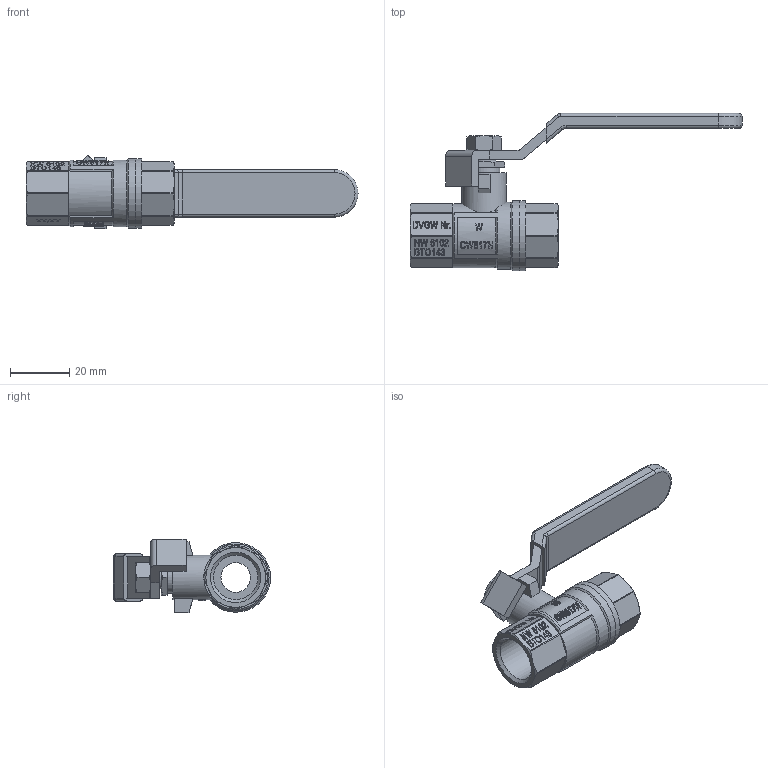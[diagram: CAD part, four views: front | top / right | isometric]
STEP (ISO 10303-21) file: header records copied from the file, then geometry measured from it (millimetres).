
FILE_DESCRIPTION(/* description */ ('Unknown'),/* implementation_level */ '2;1');
FILE_NAME(/* name */ '750-03',/* time_stamp */ '2022-07-26T09:02:37+02:00',/* author */ ('Unknown'),/* organization */ ('Unknown'),/* preprocessor_version */ 'ST-DEVELOPER v16.7',/* originating_system */ 'Solid Edge',/* authorisation */ 'Unknown');
FILE_SCHEMA (('AUTOMOTIVE_DESIGN {1 0 10303 214 3 1 1}'));
Length unit declared in the file: millimetre
Products named in the file (10): 750-03; Stahlgriff 1_4 - 3_4_neu; Stahlgriff-neu; Stahlgriff-Ummantelung_neu; Kvrper; Einschraubteil; Spindel; Ring; Stopfbuchse2; Mutter
Assembly tree (9 placements, depth 3):
  750-03
    Stahlgriff 1_4 - 3_4_neu
      Stahlgriff-neu
      Stahlgriff-Ummantelung_neu
    Kvrper
    Einschraubteil
    Spindel
    Ring
    Stopfbuchse2
    Mutter
Bounding box: 112 x 53 x 24.96 mm (x, y, z)
Volume: 18848.4 mm3; surface area: 19845.7 mm2
Topology: 8 solids, 8 shells, 1739 faces, 4839 edges, 3214 vertices
Faces by surface type: plane 1537, cylinder 139, cone 57, bspline 4, torus 2
Full cylindrical faces by diameter (mm): 5 x1, 7.5 x1, 7.7 x1, 8 x2, 8.5 x1, 9 x1, 9.5 x1, 10 x2, 10.2 x1, 10.5 x1, 10.6 x1, 12 x1, 14.95 x2, 15 x1, 16 x2, 17.5 x1, 20 x1, 20.5 x1, 22.5 x1, 23.5 x2
Entity records: 59035 total; most frequent: CARTESIAN_POINT 12501, DIRECTION 10069, ORIENTED_EDGE 9584, EDGE_CURVE 4792, AXIS2_PLACEMENT_3D 3629, VERTEX_POINT 3206, LINE 2811, VECTOR 2811
